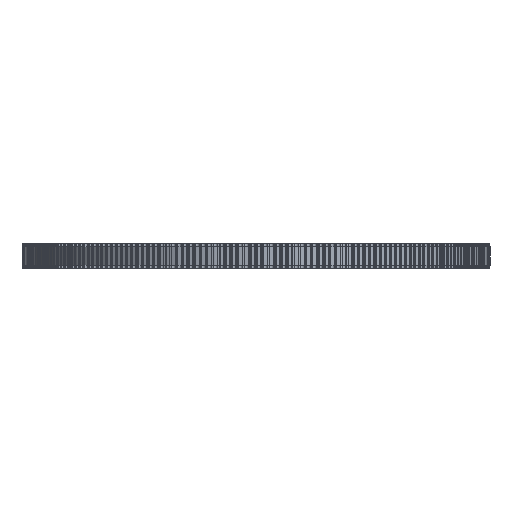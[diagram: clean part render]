
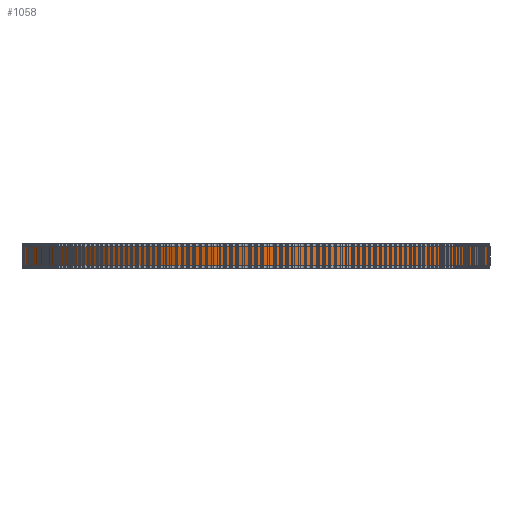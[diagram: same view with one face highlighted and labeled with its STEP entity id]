
A CAD part, front view. The second image highlights one B-rep face of the part: STEP entity #1058.
In plain terms, the highlighted cylindrical face has radius 74.484 mm (diameter 148.969 mm), a full revolution.
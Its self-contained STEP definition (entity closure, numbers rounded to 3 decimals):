
#97=FACE_BOUND('',#3872,.T.);
#98=FACE_BOUND('',#3873,.T.);
#1058=ADVANCED_FACE('',(#97,#98),#1995,.T.);
#1995=CYLINDRICAL_SURFACE('',#20735,74.485);
#3872=EDGE_LOOP('',(#11362));
#3873=EDGE_LOOP('',(#11363));
#11362=ORIENTED_EDGE('',*,*,#16046,.T.);
#11363=ORIENTED_EDGE('',*,*,#16047,.T.);
#13236=VERTEX_POINT('',#32920);
#13237=VERTEX_POINT('',#32922);
#16046=EDGE_CURVE('',#13236,#13236,#17920,.T.);
#16047=EDGE_CURVE('',#13237,#13237,#17921,.T.);
#17920=CIRCLE('',#20733,74.485);
#17921=CIRCLE('',#20734,74.485);
#20733=AXIS2_PLACEMENT_3D('',#32919,#27294,#27295);
#20734=AXIS2_PLACEMENT_3D('',#32921,#27296,#27297);
#20735=AXIS2_PLACEMENT_3D('',#32923,#27298,#27299);
#27294=DIRECTION('',(0.,0.,1.));
#27295=DIRECTION('',(1.,0.,0.));
#27296=DIRECTION('',(0.,0.,-1.));
#27297=DIRECTION('',(1.,0.,0.));
#27298=DIRECTION('',(0.,0.,1.));
#27299=DIRECTION('',(1.,0.,0.));
#32919=CARTESIAN_POINT('',(0.,0.,1.));
#32920=CARTESIAN_POINT('',(74.485,0.,1.));
#32921=CARTESIAN_POINT('',(0.,0.,7.));
#32922=CARTESIAN_POINT('',(74.485,0.,7.));
#32923=CARTESIAN_POINT('',(0.,0.,1.));
